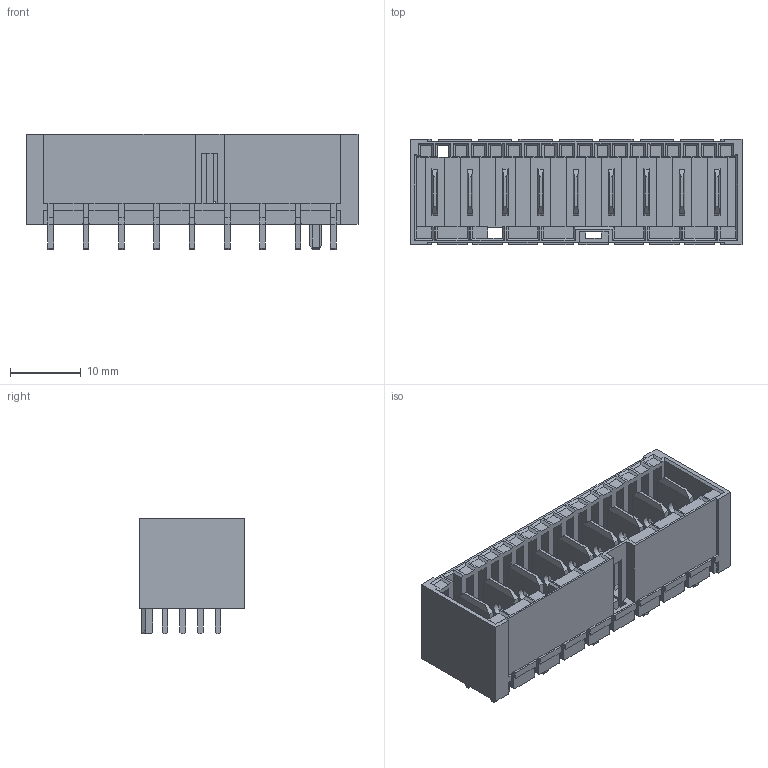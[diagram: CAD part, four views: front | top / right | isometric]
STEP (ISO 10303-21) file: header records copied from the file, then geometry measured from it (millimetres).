
FILE_DESCRIPTION(/* description */ ('Unknown'),/* implementation_level */ '2;1');
FILE_NAME(/* name */ 'J_Wurth_WR-RAST_637101110109',/* time_stamp */ '2025-08-29T11:41:25+08:00',/* author */ ('Unknown'),/* organization */ ('Unknown'),/* preprocessor_version */ 'ST-DEVELOPER v19.4',/* originating_system */ 'Solid Edge',/* authorisation */ 'Unknown');
FILE_SCHEMA (('AUTOMOTIVE_DESIGN {1 0 10303 214 3 1 1}'));
Length unit declared in the file: millimetre
Products named in the file (2): J_Wurth_WR-RAST_637101110109
Assembly tree (1 placements, depth 2):
  J_Wurth_WR-RAST_637101110109
    J_Wurth_WR-RAST_637101110109
Bounding box: 47 x 14.9 x 16.4 mm (x, y, z)
Volume: 2823.7 mm3; surface area: 7325.4 mm2
Topology: 1 solids, 1 shells, 1022 faces, 3054 edges, 1984 vertices
Faces by surface type: plane 941, cylinder 81
Full cylindrical faces by diameter (mm): 2 x9
Entity records: 40971 total; most frequent: ORIENTED_EDGE 6090, CARTESIAN_POINT 6053, DIRECTION 5257, EDGE_CURVE 3045, LINE 2881, VECTOR 2881, VERTEX_POINT 1984, AXIS2_PLACEMENT_3D 1188
